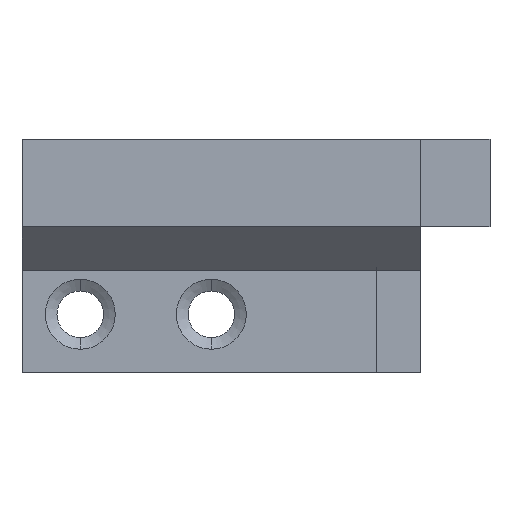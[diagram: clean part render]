
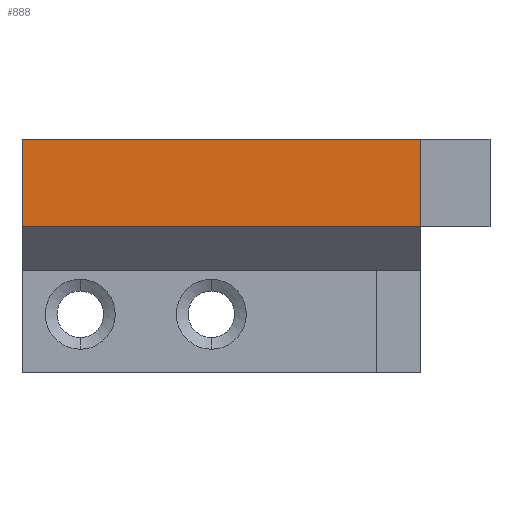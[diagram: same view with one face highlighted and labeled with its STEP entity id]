
A CAD part, front view. The second image highlights one B-rep face of the part: STEP entity #888.
In plain terms, the highlighted planar face has unit normal (0, -1, 0).
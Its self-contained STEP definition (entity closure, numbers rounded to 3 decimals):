
#24 = AXIS2_PLACEMENT_3D ( 'NONE', #1951, #609, #2743 ) ;
#66 = ORIENTED_EDGE ( 'NONE', *, *, #1572, .F. ) ;
#208 = EDGE_CURVE ( 'NONE', #1627, #1336, #2113, .T. ) ;
#233 = LINE ( 'NONE', #2307, #1280 ) ;
#535 = VERTEX_POINT ( 'NONE', #2158 ) ;
#546 = DIRECTION ( 'NONE',  ( 0., 0., -1. ) ) ;
#609 = DIRECTION ( 'NONE',  ( 0., 1., 0. ) ) ;
#888 = ADVANCED_FACE ( 'NONE', ( #2413 ), #1677, .F. ) ;
#1079 = CARTESIAN_POINT ( 'NONE',  ( 6.628, -3.673, 3. ) ) ;
#1254 = VERTEX_POINT ( 'NONE', #2056 ) ;
#1280 = VECTOR ( 'NONE', #1523, 1000. ) ;
#1301 = CARTESIAN_POINT ( 'NONE',  ( 9.028, -3.673, 0. ) ) ;
#1316 = DIRECTION ( 'NONE',  ( -1., 0., 0. ) ) ;
#1318 = ORIENTED_EDGE ( 'NONE', *, *, #208, .F. ) ;
#1336 = VERTEX_POINT ( 'NONE', #3139 ) ;
#1523 = DIRECTION ( 'NONE',  ( 1., 0., 0. ) ) ;
#1572 = EDGE_CURVE ( 'NONE', #535, #1254, #233, .T. ) ;
#1627 = VERTEX_POINT ( 'NONE', #2410 ) ;
#1677 = PLANE ( 'NONE',  #24 ) ;
#1928 = VECTOR ( 'NONE', #1316, 1000. ) ;
#1951 = CARTESIAN_POINT ( 'NONE',  ( 2.54, -3.673, 3. ) ) ;
#2056 = CARTESIAN_POINT ( 'NONE',  ( 6.628, -3.673, 3. ) ) ;
#2113 = LINE ( 'NONE', #1301, #1928 ) ;
#2132 = LINE ( 'NONE', #3178, #2496 ) ;
#2158 = CARTESIAN_POINT ( 'NONE',  ( -7.04, -3.673, 3. ) ) ;
#2307 = CARTESIAN_POINT ( 'NONE',  ( 2.54, -3.673, 3. ) ) ;
#2356 = LINE ( 'NONE', #1079, #2874 ) ;
#2410 = CARTESIAN_POINT ( 'NONE',  ( 6.628, -3.673, 0. ) ) ;
#2413 = FACE_OUTER_BOUND ( 'NONE', #3307, .T. ) ;
#2496 = VECTOR ( 'NONE', #546, 1000. ) ;
#2554 = ORIENTED_EDGE ( 'NONE', *, *, #3359, .F. ) ;
#2743 = DIRECTION ( 'NONE',  ( -1., 0., 0. ) ) ;
#2874 = VECTOR ( 'NONE', #2887, 1000. ) ;
#2887 = DIRECTION ( 'NONE',  ( 0., 0., -1. ) ) ;
#2937 = EDGE_CURVE ( 'NONE', #535, #1336, #2132, .T. ) ;
#3139 = CARTESIAN_POINT ( 'NONE',  ( -7.04, -3.673, 0. ) ) ;
#3178 = CARTESIAN_POINT ( 'NONE',  ( -7.04, -3.673, -5. ) ) ;
#3307 = EDGE_LOOP ( 'NONE', ( #3326, #1318, #2554, #66 ) ) ;
#3326 = ORIENTED_EDGE ( 'NONE', *, *, #2937, .T. ) ;
#3359 = EDGE_CURVE ( 'NONE', #1254, #1627, #2356, .T. ) ;
